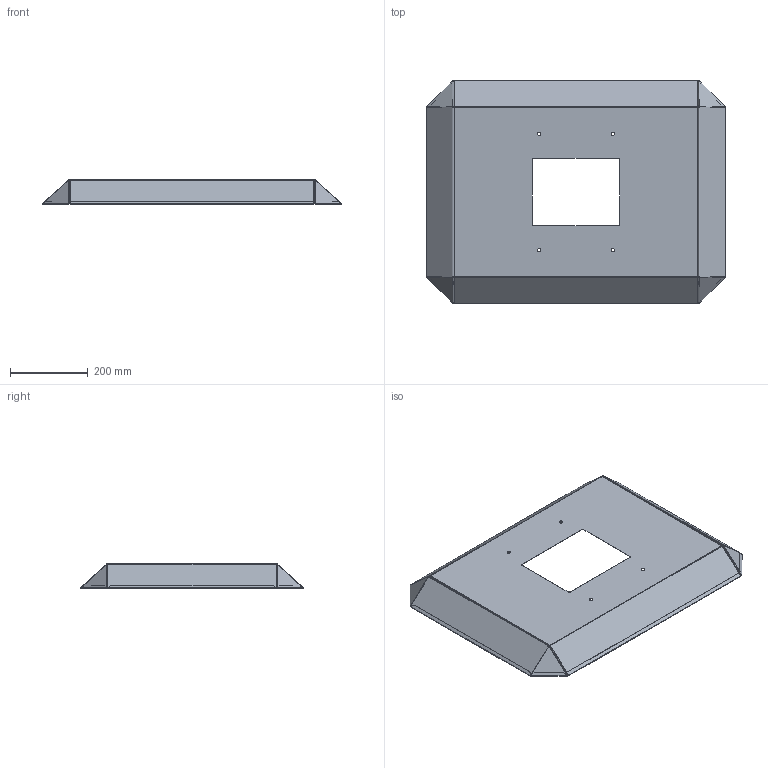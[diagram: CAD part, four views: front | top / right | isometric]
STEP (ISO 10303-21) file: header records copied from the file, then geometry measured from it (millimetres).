
FILE_DESCRIPTION (( 'STEP AP203' ), '1' );
FILE_NAME ('MMP.01.00.00.000 Cover assembly.STEP', '2023-02-14T08:58:08', ( '' ), ( '' ), 'SwSTEP 2.0', 'SolidWorks 2017', '' );
FILE_SCHEMA (( 'CONFIG_CONTROL_DESIGN' ));
Length unit declared in the file: millimetre
Products named in the file (7): MMP.01.00.00.000 Cover assembly; Ãàéêà DIN 934_Hexagon Nut ISO - 4032 - M3 - D - C; Øàéáà DIN 7980 (ïðóæèííàÿ)_˜ ©¡  3 ƒŽ‘’ 6402-70; ﾘ琺矜 DIN 125_Washer DIN 125 - A 3.2; Âèíò DIN 7985 (öèë.)_ISO 7045 - M3 x 8 - Z --- 8C; MMP.01.00.00.001 Cover_00; MMP.01.00.00.002 Cover flange_00
Assembly tree (53 placements, depth 2):
  MMP.01.00.00.000 Cover assembly
    MMP.01.00.00.001 Cover_00
    MMP.01.00.00.002 Cover flange_00  x2
    Âèíò DIN 7985 (öèë.)_ISO 7045 - M3 x 8 - Z --- 8C  x10
    Ãàéêà DIN 934_Hexagon Nut ISO - 4032 - M3 - D - C  x10
    ﾘ琺矜 DIN 125_Washer DIN 125 - A 3.2  x20
    Øàéáà DIN 7980 (ïðóæèííàÿ)_˜ ©¡  3 ƒŽ‘’ 6402-70  x10
Bounding box: 771.63 x 575.63 x 62.99 mm (x, y, z)
Volume: 410383.9 mm3; surface area: 1030985.3 mm2
Topology: 53 solids, 53 shells, 1184 faces, 2636 edges, 1548 vertices
Faces by surface type: plane 542, cylinder 284, cone 270, torus 40, bspline 28, sphere 20
Entity records: 11225 total; most frequent: CARTESIAN_POINT 2664, DIRECTION 1415, ORIENTED_EDGE 1304, EDGE_CURVE 652, AXIS2_PLACEMENT_3D 525, VERTEX_POINT 374, LINE 365, VECTOR 365
